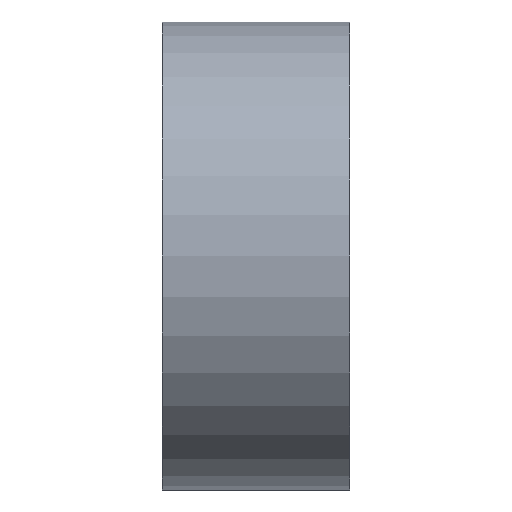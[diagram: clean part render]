
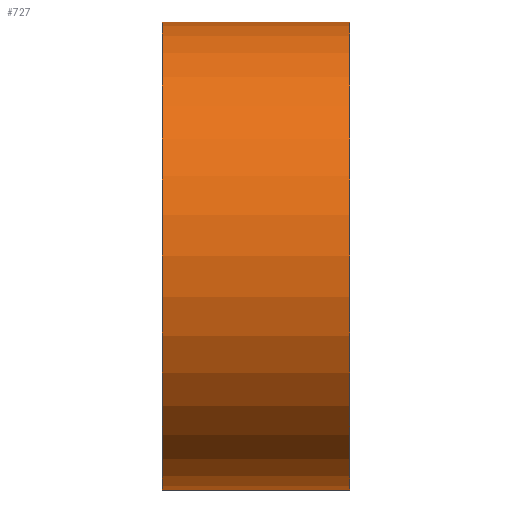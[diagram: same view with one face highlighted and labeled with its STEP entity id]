
A CAD part, left-side view. The second image highlights one B-rep face of the part: STEP entity #727.
In plain terms, the highlighted cylindrical face has radius 7.5 mm (diameter 15 mm), a partial arc.
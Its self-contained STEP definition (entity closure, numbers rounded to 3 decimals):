
#7 = AXIS2_PLACEMENT_3D ( 'NONE', #564, #698, #98 ) ;
#93 = AXIS2_PLACEMENT_3D ( 'NONE', #574, #843, #703 ) ;
#98 = DIRECTION ( 'NONE',  ( 0., 0., -1. ) ) ;
#124 = EDGE_LOOP ( 'NONE', ( #766, #437, #812, #750 ) ) ;
#179 = VERTEX_POINT ( 'NONE', #334 ) ;
#187 = VECTOR ( 'NONE', #743, 1000. ) ;
#216 = EDGE_CURVE ( 'NONE', #524, #358, #695, .T. ) ;
#225 = LINE ( 'NONE', #552, #187 ) ;
#253 = CYLINDRICAL_SURFACE ( 'NONE', #7, 7.5 ) ;
#269 = CARTESIAN_POINT ( 'NONE',  ( 0., 6., -7.5 ) ) ;
#292 = CARTESIAN_POINT ( 'NONE',  ( 0., 6., 7.5 ) ) ;
#308 = EDGE_CURVE ( 'NONE', #358, #489, #225, .T. ) ;
#318 = FACE_OUTER_BOUND ( 'NONE', #124, .T. ) ;
#334 = CARTESIAN_POINT ( 'NONE',  ( 0., 0., -7.5 ) ) ;
#353 = DIRECTION ( 'NONE',  ( 0., 0., 1. ) ) ;
#358 = VERTEX_POINT ( 'NONE', #292 ) ;
#420 = EDGE_CURVE ( 'NONE', #524, #179, #446, .T. ) ;
#437 = ORIENTED_EDGE ( 'NONE', *, *, #216, .F. ) ;
#440 = DIRECTION ( 'NONE',  ( 0., -1., 0. ) ) ;
#446 = LINE ( 'NONE', #772, #670 ) ;
#489 = VERTEX_POINT ( 'NONE', #517 ) ;
#492 = DIRECTION ( 'NONE',  ( 0., 1., 0. ) ) ;
#517 = CARTESIAN_POINT ( 'NONE',  ( 0., 0., 7.5 ) ) ;
#524 = VERTEX_POINT ( 'NONE', #269 ) ;
#552 = CARTESIAN_POINT ( 'NONE',  ( 0., 4., 7.5 ) ) ;
#554 = AXIS2_PLACEMENT_3D ( 'NONE', #602, #492, #353 ) ;
#564 = CARTESIAN_POINT ( 'NONE',  ( 0., 4., 0. ) ) ;
#574 = CARTESIAN_POINT ( 'NONE',  ( 0., 0., 0. ) ) ;
#602 = CARTESIAN_POINT ( 'NONE',  ( 0., 6., 0. ) ) ;
#670 = VECTOR ( 'NONE', #440, 1000. ) ;
#695 = CIRCLE ( 'NONE', #554, 7.5 ) ;
#698 = DIRECTION ( 'NONE',  ( 0., -1., 0. ) ) ;
#703 = DIRECTION ( 'NONE',  ( 0., 0., 1. ) ) ;
#727 = ADVANCED_FACE ( 'NONE', ( #318 ), #253, .T. ) ;
#743 = DIRECTION ( 'NONE',  ( 0., -1., 0. ) ) ;
#750 = ORIENTED_EDGE ( 'NONE', *, *, #803, .T. ) ;
#766 = ORIENTED_EDGE ( 'NONE', *, *, #308, .F. ) ;
#772 = CARTESIAN_POINT ( 'NONE',  ( 0., 4., -7.5 ) ) ;
#803 = EDGE_CURVE ( 'NONE', #179, #489, #845, .T. ) ;
#812 = ORIENTED_EDGE ( 'NONE', *, *, #420, .T. ) ;
#843 = DIRECTION ( 'NONE',  ( 0., 1., 0. ) ) ;
#845 = CIRCLE ( 'NONE', #93, 7.5 ) ;
